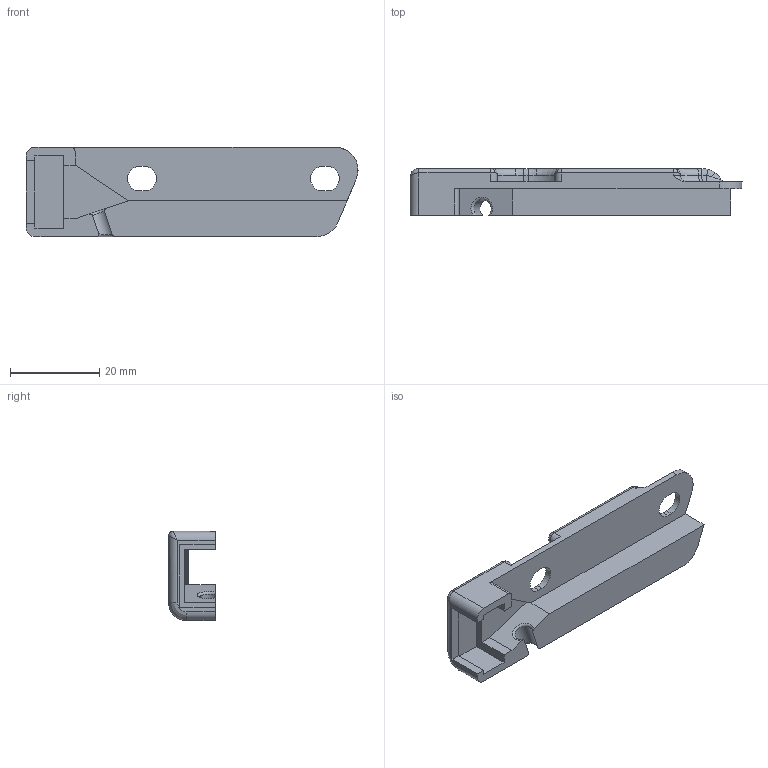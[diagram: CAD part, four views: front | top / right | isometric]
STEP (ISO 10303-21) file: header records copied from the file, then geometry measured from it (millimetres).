
FILE_DESCRIPTION(/* description */ (''),/* implementation_level */ '2;1');
FILE_NAME(/* name */ 'xt60holder.step',/* time_stamp */ '2018-01-29T23:35:14+11:00',/* author */ ('lachlan.hurst'),/* organization */ (''),/* preprocessor_version */ 'ST-DEVELOPER v16.13',/* originating_system */ 'Autodesk Translation Framework v6.5.0.72',/* authorisation */ '');
FILE_SCHEMA (('AUTOMOTIVE_DESIGN { 1 0 10303 214 3 1 1 }'));
Length unit declared in the file: millimetre
Products named in the file (1): xt60holder
Bounding box: 74.42 x 10.5 x 20 mm (x, y, z)
Volume: 7391.9 mm3; surface area: 4687.7 mm2
Topology: 1 solids, 1 shells, 79 faces, 207 edges, 126 vertices
Faces by surface type: plane 32, cylinder 21, bspline 20, torus 6
Entity records: 2974 total; most frequent: CARTESIAN_POINT 1089, ORIENTED_EDGE 406, DIRECTION 359, EDGE_CURVE 203, AXIS2_PLACEMENT_3D 127, VERTEX_POINT 126, LINE 105, VECTOR 105
